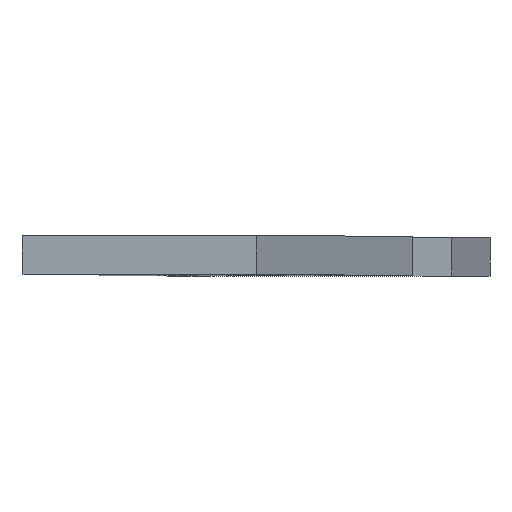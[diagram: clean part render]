
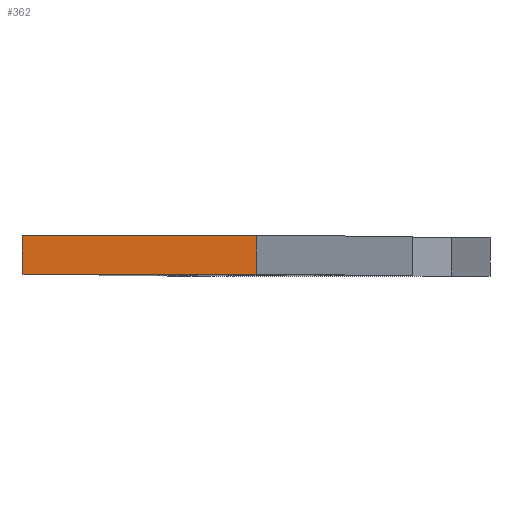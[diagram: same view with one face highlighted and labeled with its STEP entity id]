
A CAD part, top view. The second image highlights one B-rep face of the part: STEP entity #362.
In plain terms, the highlighted planar face has unit normal (0, 0, 1).
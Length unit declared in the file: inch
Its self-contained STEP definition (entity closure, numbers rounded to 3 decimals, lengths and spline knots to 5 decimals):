
#34 = CARTESIAN_POINT ( 'NONE',  ( 0., 0.125, 3.25 ) ) ;
#40 = DIRECTION ( 'NONE',  ( 0., -1., 0. ) ) ;
#46 = CARTESIAN_POINT ( 'NONE',  ( -1.5, -1.24303, 3.25 ) ) ;
#88 = LINE ( 'NONE', #34, #120 ) ;
#120 = VECTOR ( 'NONE', #327, 39.37008 ) ;
#122 = EDGE_CURVE ( 'NONE', #423, #801, #88, .T. ) ;
#161 = AXIS2_PLACEMENT_3D ( 'NONE', #334, #280, #520 ) ;
#195 = VECTOR ( 'NONE', #401, 39.37008 ) ;
#204 = DIRECTION ( 'NONE',  ( 0., 1., 0. ) ) ;
#206 = LINE ( 'NONE', #213, #663 ) ;
#213 = CARTESIAN_POINT ( 'NONE',  ( 0., 0.125, 3.25 ) ) ;
#237 = ORIENTED_EDGE ( 'NONE', *, *, #614, .F. ) ;
#249 = EDGE_CURVE ( 'NONE', #576, #801, #474, .T. ) ;
#278 = CARTESIAN_POINT ( 'NONE',  ( -1.5, -0.125, 3.25 ) ) ;
#280 = DIRECTION ( 'NONE',  ( 0., 0., 1. ) ) ;
#327 = DIRECTION ( 'NONE',  ( -1., 0., 0. ) ) ;
#334 = CARTESIAN_POINT ( 'NONE',  ( 0., 0.125, 3.25 ) ) ;
#342 = FACE_OUTER_BOUND ( 'NONE', #438, .T. ) ;
#345 = ORIENTED_EDGE ( 'NONE', *, *, #249, .F. ) ;
#362 = ADVANCED_FACE ( 'NONE', ( #342 ), #539, .T. ) ;
#380 = ORIENTED_EDGE ( 'NONE', *, *, #122, .T. ) ;
#401 = DIRECTION ( 'NONE',  ( -1., 0., 0. ) ) ;
#423 = VERTEX_POINT ( 'NONE', #742 ) ;
#435 = VECTOR ( 'NONE', #204, 39.37008 ) ;
#438 = EDGE_LOOP ( 'NONE', ( #553, #380, #345, #237 ) ) ;
#474 = LINE ( 'NONE', #46, #435 ) ;
#520 = DIRECTION ( 'NONE',  ( 1., 0., 0. ) ) ;
#539 = PLANE ( 'NONE',  #161 ) ;
#553 = ORIENTED_EDGE ( 'NONE', *, *, #558, .F. ) ;
#558 = EDGE_CURVE ( 'NONE', #423, #696, #206, .T. ) ;
#576 = VERTEX_POINT ( 'NONE', #278 ) ;
#601 = CARTESIAN_POINT ( 'NONE',  ( 0., -0.125, 3.25 ) ) ;
#614 = EDGE_CURVE ( 'NONE', #696, #576, #782, .T. ) ;
#663 = VECTOR ( 'NONE', #40, 39.37008 ) ;
#696 = VERTEX_POINT ( 'NONE', #730 ) ;
#730 = CARTESIAN_POINT ( 'NONE',  ( 0., -0.125, 3.25 ) ) ;
#742 = CARTESIAN_POINT ( 'NONE',  ( 0., 0.125, 3.25 ) ) ;
#760 = CARTESIAN_POINT ( 'NONE',  ( -1.5, 0.125, 3.25 ) ) ;
#782 = LINE ( 'NONE', #601, #195 ) ;
#801 = VERTEX_POINT ( 'NONE', #760 ) ;
